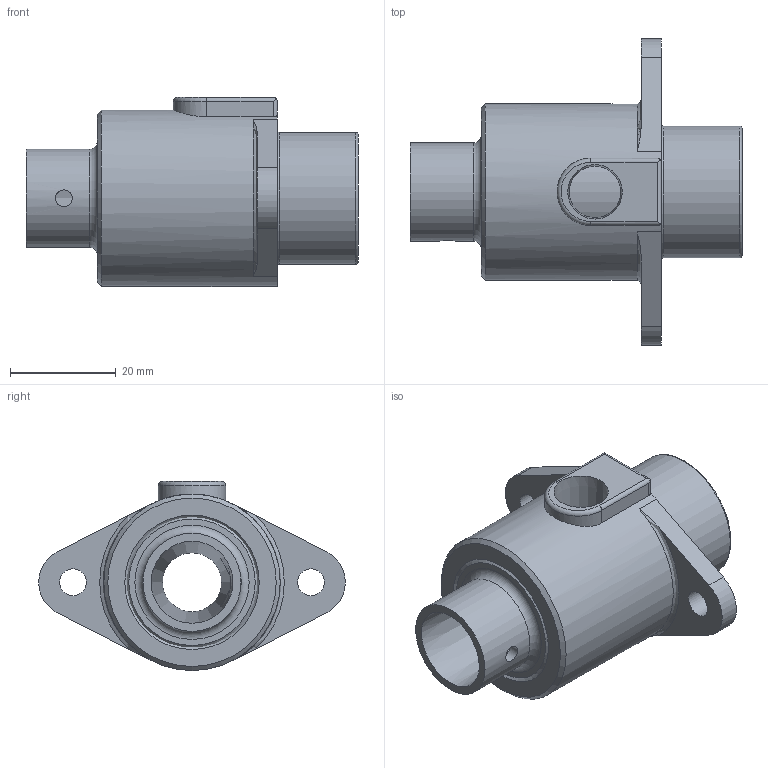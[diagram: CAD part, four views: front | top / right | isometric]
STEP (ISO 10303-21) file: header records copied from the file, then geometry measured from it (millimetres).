
FILE_DESCRIPTION((''),'2;1');
FILE_NAME('120020-3D.stp','2012-02-17T11:24:11',('Dan Preston'),(''),'Autodesk Inventor 2012','Autodesk Inventor 2012','');
FILE_SCHEMA(('AUTOMOTIVE_DESIGN { 1 0 10303 214 1 1 1 1 }'));
Length unit declared in the file: inch
Products named in the file (3): Assembly1; Part3; Part5
Assembly tree (2 placements, depth 2):
  Assembly1
    Part3
    Part5
Bounding box: 62.71 x 57.87 x 35.72 mm (x, y, z)
Volume: 30054.8 mm3; surface area: 15470.7 mm2
Topology: 2 solids, 2 shells, 48 faces, 114 edges, 74 vertices
Faces by surface type: cylinder 18, plane 17, cone 7, torus 6
Full cylindrical faces by diameter (mm): 3.175 x1, 5.08 x2, 18.542 x1, 22.098 x1, 22.225 x1, 23.876 x1, 24.892 x1, 25.4 x1, 33.337 x1
Entity records: 1543 total; most frequent: CARTESIAN_POINT 408, DIRECTION 234, ORIENTED_EDGE 178, AXIS2_PLACEMENT_3D 102, EDGE_CURVE 89, EDGE_LOOP 84, VERTEX_POINT 69, FACE_OUTER_BOUND 48
